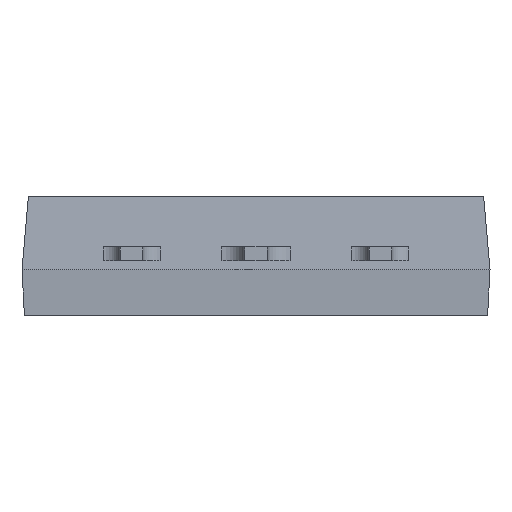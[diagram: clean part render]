
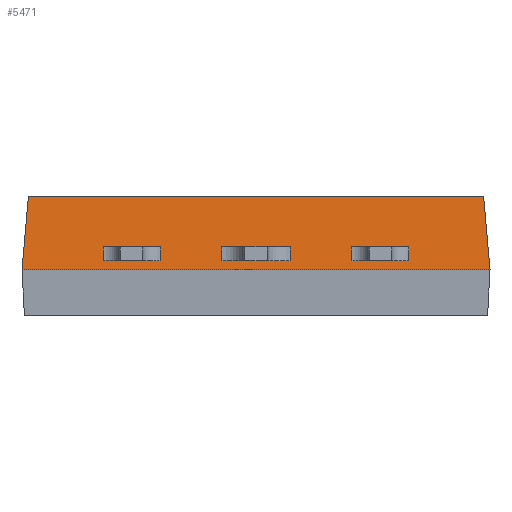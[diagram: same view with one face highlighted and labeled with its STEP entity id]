
A CAD part, front view. The second image highlights one B-rep face of the part: STEP entity #5471.
In plain terms, the highlighted planar face has unit normal (0, -0.996, 0.087).
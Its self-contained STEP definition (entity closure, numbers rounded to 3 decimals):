
#147 = ORIENTED_EDGE ( 'NONE', *, *, #5616, .F. ) ;
#208 = CARTESIAN_POINT ( 'NONE',  ( 0., 10.035, 2.4 ) ) ;
#241 = CARTESIAN_POINT ( 'NONE',  ( 1.5, 10.035, 2.4 ) ) ;
#326 = EDGE_CURVE ( 'NONE', #3237, #7421, #5490, .T. ) ;
#485 = VECTOR ( 'NONE', #8466, 1000. ) ;
#551 = CARTESIAN_POINT ( 'NONE',  ( 6.7, 10.28, 5.2 ) ) ;
#980 = CARTESIAN_POINT ( 'NONE',  ( -4.2, 10.28, 5.2 ) ) ;
#1064 = VECTOR ( 'NONE', #7952, 1000. ) ;
#1195 = ORIENTED_EDGE ( 'NONE', *, *, #2859, .F. ) ;
#1271 = LINE ( 'NONE', #551, #7310 ) ;
#1377 = EDGE_CURVE ( 'NONE', #3589, #9644, #4330, .T. ) ;
#1524 = EDGE_CURVE ( 'NONE', #2064, #4611, #6305, .T. ) ;
#1531 = FACE_OUTER_BOUND ( 'NONE', #9609, .T. ) ;
#1586 = LINE ( 'NONE', #6159, #1600 ) ;
#1600 = VECTOR ( 'NONE', #8393, 1000. ) ;
#1680 = DIRECTION ( 'NONE',  ( 1., 0., 0. ) ) ;
#1808 = CARTESIAN_POINT ( 'NONE',  ( -9.97, 10.28, 5.2 ) ) ;
#1865 = CARTESIAN_POINT ( 'NONE',  ( 1.5, 10.087, 3. ) ) ;
#1925 = VERTEX_POINT ( 'NONE', #8827 ) ;
#1978 = ORIENTED_EDGE ( 'NONE', *, *, #4221, .F. ) ;
#2064 = VERTEX_POINT ( 'NONE', #3918 ) ;
#2132 = CARTESIAN_POINT ( 'NONE',  ( 0., 10.035, 2.4 ) ) ;
#2179 = DIRECTION ( 'NONE',  ( 0., -0.996, 0.087 ) ) ;
#2185 = EDGE_CURVE ( 'NONE', #5945, #7935, #4507, .T. ) ;
#2249 = LINE ( 'NONE', #9881, #7564 ) ;
#2307 = LINE ( 'NONE', #5350, #7755 ) ;
#2316 = DIRECTION ( 'NONE',  ( 0., -0.087, -0.996 ) ) ;
#2348 = CARTESIAN_POINT ( 'NONE',  ( -10.048, 10.202, 4.314 ) ) ;
#2401 = CARTESIAN_POINT ( 'NONE',  ( 6.7, 10.087, 3. ) ) ;
#2580 = ORIENTED_EDGE ( 'NONE', *, *, #5929, .T. ) ;
#2741 = EDGE_LOOP ( 'NONE', ( #7027, #1195, #6764, #2941 ) ) ;
#2859 = EDGE_CURVE ( 'NONE', #9840, #4108, #8847, .T. ) ;
#2941 = ORIENTED_EDGE ( 'NONE', *, *, #8822, .F. ) ;
#3167 = VECTOR ( 'NONE', #7947, 1000. ) ;
#3175 = DIRECTION ( 'NONE',  ( 1., 0., 0. ) ) ;
#3182 = ORIENTED_EDGE ( 'NONE', *, *, #9026, .F. ) ;
#3237 = VERTEX_POINT ( 'NONE', #1808 ) ;
#3474 = EDGE_CURVE ( 'NONE', #5604, #1925, #2249, .T. ) ;
#3478 = CARTESIAN_POINT ( 'NONE',  ( -1.5, 10.087, 3. ) ) ;
#3516 = FACE_BOUND ( 'NONE', #5068, .T. ) ;
#3538 = ORIENTED_EDGE ( 'NONE', *, *, #326, .T. ) ;
#3571 = CARTESIAN_POINT ( 'NONE',  ( 0., 10.087, 3. ) ) ;
#3589 = VERTEX_POINT ( 'NONE', #2401 ) ;
#3787 = CARTESIAN_POINT ( 'NONE',  ( -4.2, 10.035, 2.4 ) ) ;
#3891 = LINE ( 'NONE', #9778, #3939 ) ;
#3917 = DIRECTION ( 'NONE',  ( 0., 0.087, 0.996 ) ) ;
#3918 = CARTESIAN_POINT ( 'NONE',  ( 4.2, 10.035, 2.4 ) ) ;
#3939 = VECTOR ( 'NONE', #5981, 1000. ) ;
#3950 = VECTOR ( 'NONE', #3175, 1000. ) ;
#4108 = VERTEX_POINT ( 'NONE', #241 ) ;
#4144 = EDGE_CURVE ( 'NONE', #6625, #5945, #6424, .T. ) ;
#4221 = EDGE_CURVE ( 'NONE', #5507, #6625, #3891, .T. ) ;
#4273 = DIRECTION ( 'NONE',  ( 1., 0., 0. ) ) ;
#4323 = FACE_BOUND ( 'NONE', #9320, .T. ) ;
#4330 = LINE ( 'NONE', #3571, #6540 ) ;
#4477 = DIRECTION ( 'NONE',  ( -1., 0., 0. ) ) ;
#4479 = ORIENTED_EDGE ( 'NONE', *, *, #2185, .F. ) ;
#4507 = LINE ( 'NONE', #8225, #7994 ) ;
#4518 = CARTESIAN_POINT ( 'NONE',  ( 0., 10.28, 5.2 ) ) ;
#4584 = DIRECTION ( 'NONE',  ( -0.087, 0.087, 0.992 ) ) ;
#4611 = VERTEX_POINT ( 'NONE', #5077 ) ;
#4703 = LINE ( 'NONE', #980, #9678 ) ;
#4768 = CARTESIAN_POINT ( 'NONE',  ( 10.25, 10.28, 5.2 ) ) ;
#4796 = EDGE_CURVE ( 'NONE', #3237, #1925, #8397, .T. ) ;
#4919 = CARTESIAN_POINT ( 'NONE',  ( -1.5, 10.28, 5.2 ) ) ;
#5068 = EDGE_LOOP ( 'NONE', ( #7500, #8243, #8843, #3182 ) ) ;
#5077 = CARTESIAN_POINT ( 'NONE',  ( 6.7, 10.035, 2.4 ) ) ;
#5270 = CARTESIAN_POINT ( 'NONE',  ( -4.2, 10.087, 3. ) ) ;
#5293 = VECTOR ( 'NONE', #1680, 1000. ) ;
#5350 = CARTESIAN_POINT ( 'NONE',  ( -10.25, 10., 2. ) ) ;
#5471 = ADVANCED_FACE ( 'NONE', ( #3516, #4323, #7339, #1531 ), #7386, .T. ) ;
#5490 = LINE ( 'NONE', #2348, #485 ) ;
#5507 = VERTEX_POINT ( 'NONE', #5270 ) ;
#5537 = VECTOR ( 'NONE', #7867, 1000. ) ;
#5604 = VERTEX_POINT ( 'NONE', #6152 ) ;
#5616 = EDGE_CURVE ( 'NONE', #7935, #5507, #4703, .T. ) ;
#5781 = CARTESIAN_POINT ( 'NONE',  ( 1.5, 10.28, 5.2 ) ) ;
#5929 = EDGE_CURVE ( 'NONE', #7421, #5604, #2307, .T. ) ;
#5945 = VERTEX_POINT ( 'NONE', #7868 ) ;
#5981 = DIRECTION ( 'NONE',  ( -1., 0., 0. ) ) ;
#6103 = LINE ( 'NONE', #7675, #7157 ) ;
#6152 = CARTESIAN_POINT ( 'NONE',  ( 10.25, 10., 2. ) ) ;
#6159 = CARTESIAN_POINT ( 'NONE',  ( 0., 10.087, 3. ) ) ;
#6304 = VERTEX_POINT ( 'NONE', #3478 ) ;
#6305 = LINE ( 'NONE', #208, #5293 ) ;
#6344 = ORIENTED_EDGE ( 'NONE', *, *, #4144, .F. ) ;
#6424 = LINE ( 'NONE', #7019, #5537 ) ;
#6540 = VECTOR ( 'NONE', #6592, 1000. ) ;
#6556 = EDGE_CURVE ( 'NONE', #6304, #9840, #8714, .T. ) ;
#6567 = VECTOR ( 'NONE', #4273, 1000. ) ;
#6592 = DIRECTION ( 'NONE',  ( -1., 0., 0. ) ) ;
#6625 = VERTEX_POINT ( 'NONE', #8153 ) ;
#6764 = ORIENTED_EDGE ( 'NONE', *, *, #6556, .F. ) ;
#6832 = ORIENTED_EDGE ( 'NONE', *, *, #4796, .F. ) ;
#7019 = CARTESIAN_POINT ( 'NONE',  ( -6.7, 10.28, 5.2 ) ) ;
#7027 = ORIENTED_EDGE ( 'NONE', *, *, #7476, .F. ) ;
#7157 = VECTOR ( 'NONE', #2316, 1000. ) ;
#7310 = VECTOR ( 'NONE', #9643, 1000. ) ;
#7339 = FACE_BOUND ( 'NONE', #2741, .T. ) ;
#7386 = PLANE ( 'NONE',  #9045 ) ;
#7421 = VERTEX_POINT ( 'NONE', #9672 ) ;
#7476 = EDGE_CURVE ( 'NONE', #4108, #9481, #8923, .T. ) ;
#7500 = ORIENTED_EDGE ( 'NONE', *, *, #1377, .F. ) ;
#7564 = VECTOR ( 'NONE', #4584, 1000. ) ;
#7617 = DIRECTION ( 'NONE',  ( 1., 0., 0. ) ) ;
#7675 = CARTESIAN_POINT ( 'NONE',  ( 4.2, 10.28, 5.2 ) ) ;
#7755 = VECTOR ( 'NONE', #8372, 1000. ) ;
#7867 = DIRECTION ( 'NONE',  ( 0., -0.087, -0.996 ) ) ;
#7868 = CARTESIAN_POINT ( 'NONE',  ( -6.7, 10.035, 2.4 ) ) ;
#7935 = VERTEX_POINT ( 'NONE', #3787 ) ;
#7947 = DIRECTION ( 'NONE',  ( 0., -0.087, -0.996 ) ) ;
#7952 = DIRECTION ( 'NONE',  ( 0., 0.087, 0.996 ) ) ;
#7994 = VECTOR ( 'NONE', #7617, 1000. ) ;
#8153 = CARTESIAN_POINT ( 'NONE',  ( -6.7, 10.087, 3. ) ) ;
#8221 = CARTESIAN_POINT ( 'NONE',  ( -1.5, 10.035, 2.4 ) ) ;
#8225 = CARTESIAN_POINT ( 'NONE',  ( 0., 10.035, 2.4 ) ) ;
#8243 = ORIENTED_EDGE ( 'NONE', *, *, #8965, .F. ) ;
#8372 = DIRECTION ( 'NONE',  ( 1., 0., 0. ) ) ;
#8393 = DIRECTION ( 'NONE',  ( -1., 0., 0. ) ) ;
#8397 = LINE ( 'NONE', #4768, #3950 ) ;
#8466 = DIRECTION ( 'NONE',  ( -0.087, -0.087, -0.992 ) ) ;
#8714 = LINE ( 'NONE', #4919, #3167 ) ;
#8822 = EDGE_CURVE ( 'NONE', #9481, #6304, #1586, .T. ) ;
#8827 = CARTESIAN_POINT ( 'NONE',  ( 9.97, 10.28, 5.2 ) ) ;
#8843 = ORIENTED_EDGE ( 'NONE', *, *, #1524, .F. ) ;
#8847 = LINE ( 'NONE', #2132, #6567 ) ;
#8873 = CARTESIAN_POINT ( 'NONE',  ( 4.2, 10.087, 3. ) ) ;
#8885 = ORIENTED_EDGE ( 'NONE', *, *, #3474, .T. ) ;
#8923 = LINE ( 'NONE', #5781, #1064 ) ;
#8965 = EDGE_CURVE ( 'NONE', #4611, #3589, #1271, .T. ) ;
#9026 = EDGE_CURVE ( 'NONE', #9644, #2064, #6103, .T. ) ;
#9045 = AXIS2_PLACEMENT_3D ( 'NONE', #4518, #2179, #4477 ) ;
#9320 = EDGE_LOOP ( 'NONE', ( #147, #4479, #6344, #1978 ) ) ;
#9481 = VERTEX_POINT ( 'NONE', #1865 ) ;
#9609 = EDGE_LOOP ( 'NONE', ( #3538, #2580, #8885, #6832 ) ) ;
#9643 = DIRECTION ( 'NONE',  ( 0., 0.087, 0.996 ) ) ;
#9644 = VERTEX_POINT ( 'NONE', #8873 ) ;
#9672 = CARTESIAN_POINT ( 'NONE',  ( -10.25, 10., 2. ) ) ;
#9678 = VECTOR ( 'NONE', #3917, 1000. ) ;
#9778 = CARTESIAN_POINT ( 'NONE',  ( 0., 10.087, 3. ) ) ;
#9840 = VERTEX_POINT ( 'NONE', #8221 ) ;
#9881 = CARTESIAN_POINT ( 'NONE',  ( 10.048, 10.202, 4.314 ) ) ;
